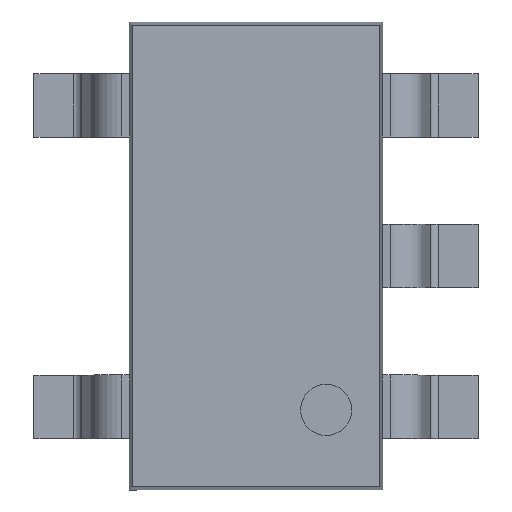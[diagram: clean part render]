
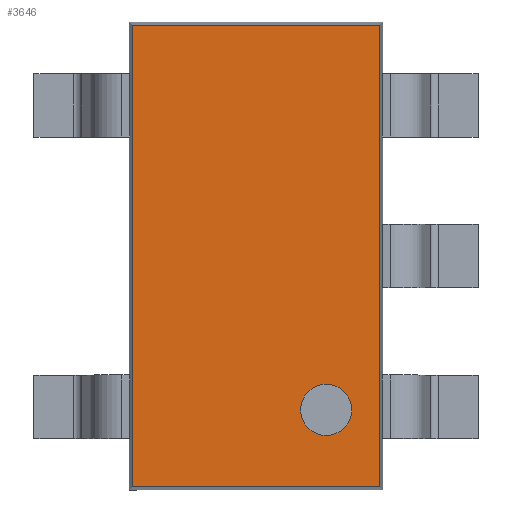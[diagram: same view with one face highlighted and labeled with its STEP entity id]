
A CAD part, top view. The second image highlights one B-rep face of the part: STEP entity #3646.
In plain terms, the highlighted planar face has unit normal (0, 0, 1).
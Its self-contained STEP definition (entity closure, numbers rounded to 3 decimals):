
#99 = CIRCLE ( 'NONE', #3525, 0.161 ) ;
#140 = DIRECTION ( 'NONE',  ( 0., 0., 1. ) ) ;
#342 = ORIENTED_EDGE ( 'NONE', *, *, #2716, .T. ) ;
#457 = CARTESIAN_POINT ( 'NONE',  ( -0.779, -1.475, 0.3 ) ) ;
#540 = VERTEX_POINT ( 'NONE', #4111 ) ;
#589 = EDGE_LOOP ( 'NONE', ( #1555, #1666, #342, #1258 ) ) ;
#727 = EDGE_LOOP ( 'NONE', ( #4229, #1471 ) ) ;
#803 = VERTEX_POINT ( 'NONE', #5421 ) ;
#826 = FACE_BOUND ( 'NONE', #727, .T. ) ;
#1112 = LINE ( 'NONE', #457, #3712 ) ;
#1217 = VECTOR ( 'NONE', #3338, 1000. ) ;
#1258 = ORIENTED_EDGE ( 'NONE', *, *, #4715, .T. ) ;
#1387 = CARTESIAN_POINT ( 'NONE',  ( -0.8, -1.454, 0.3 ) ) ;
#1471 = ORIENTED_EDGE ( 'NONE', *, *, #4296, .F. ) ;
#1555 = ORIENTED_EDGE ( 'NONE', *, *, #4519, .T. ) ;
#1666 = ORIENTED_EDGE ( 'NONE', *, *, #2175, .T. ) ;
#1877 = CARTESIAN_POINT ( 'NONE',  ( 0.443, -0.97, 0.3 ) ) ;
#1916 = FACE_OUTER_BOUND ( 'NONE', #589, .T. ) ;
#1918 = DIRECTION ( 'NONE',  ( 0., 1., 0. ) ) ;
#2056 = CARTESIAN_POINT ( 'NONE',  ( 0., 0., 0.3 ) ) ;
#2175 = EDGE_CURVE ( 'NONE', #6014, #3451, #1112, .T. ) ;
#2442 = DIRECTION ( 'NONE',  ( 0., 1., 0. ) ) ;
#2716 = EDGE_CURVE ( 'NONE', #3451, #803, #2899, .T. ) ;
#2899 = LINE ( 'NONE', #1387, #4651 ) ;
#3146 = LINE ( 'NONE', #4807, #4081 ) ;
#3157 = DIRECTION ( 'NONE',  ( 0., -1., 0. ) ) ;
#3298 = AXIS2_PLACEMENT_3D ( 'NONE', #2056, #6846, #6276 ) ;
#3330 = EDGE_CURVE ( 'NONE', #6408, #540, #4091, .T. ) ;
#3338 = DIRECTION ( 'NONE',  ( -1., 0., 0. ) ) ;
#3451 = VERTEX_POINT ( 'NONE', #3657 ) ;
#3452 = DIRECTION ( 'NONE',  ( 0., 0., 1. ) ) ;
#3525 = AXIS2_PLACEMENT_3D ( 'NONE', #1877, #140, #1918 ) ;
#3605 = DIRECTION ( 'NONE',  ( 1., 0., 0. ) ) ;
#3646 = ADVANCED_FACE ( 'NONE', ( #826, #1916 ), #5779, .T. ) ;
#3657 = CARTESIAN_POINT ( 'NONE',  ( -0.779, -1.454, 0.3 ) ) ;
#3712 = VECTOR ( 'NONE', #3157, 1000. ) ;
#4081 = VECTOR ( 'NONE', #5305, 1000. ) ;
#4091 = CIRCLE ( 'NONE', #4092, 0.161 ) ;
#4092 = AXIS2_PLACEMENT_3D ( 'NONE', #6788, #3452, #2442 ) ;
#4111 = CARTESIAN_POINT ( 'NONE',  ( 0.443, -1.131, 0.3 ) ) ;
#4229 = ORIENTED_EDGE ( 'NONE', *, *, #3330, .F. ) ;
#4296 = EDGE_CURVE ( 'NONE', #540, #6408, #99, .T. ) ;
#4462 = CARTESIAN_POINT ( 'NONE',  ( -0.8, 1.454, 0.3 ) ) ;
#4519 = EDGE_CURVE ( 'NONE', #5185, #6014, #6510, .T. ) ;
#4651 = VECTOR ( 'NONE', #3605, 1000. ) ;
#4715 = EDGE_CURVE ( 'NONE', #803, #5185, #3146, .T. ) ;
#4807 = CARTESIAN_POINT ( 'NONE',  ( 0.779, -1.475, 0.3 ) ) ;
#5185 = VERTEX_POINT ( 'NONE', #6833 ) ;
#5305 = DIRECTION ( 'NONE',  ( 0., 1., 0. ) ) ;
#5386 = CARTESIAN_POINT ( 'NONE',  ( 0.443, -0.809, 0.3 ) ) ;
#5421 = CARTESIAN_POINT ( 'NONE',  ( 0.779, -1.454, 0.3 ) ) ;
#5779 = PLANE ( 'NONE',  #3298 ) ;
#6014 = VERTEX_POINT ( 'NONE', #6165 ) ;
#6165 = CARTESIAN_POINT ( 'NONE',  ( -0.779, 1.454, 0.3 ) ) ;
#6276 = DIRECTION ( 'NONE',  ( 0., 1., 0. ) ) ;
#6408 = VERTEX_POINT ( 'NONE', #5386 ) ;
#6510 = LINE ( 'NONE', #4462, #1217 ) ;
#6788 = CARTESIAN_POINT ( 'NONE',  ( 0.443, -0.97, 0.3 ) ) ;
#6833 = CARTESIAN_POINT ( 'NONE',  ( 0.779, 1.454, 0.3 ) ) ;
#6846 = DIRECTION ( 'NONE',  ( 0., 0., 1. ) ) ;
